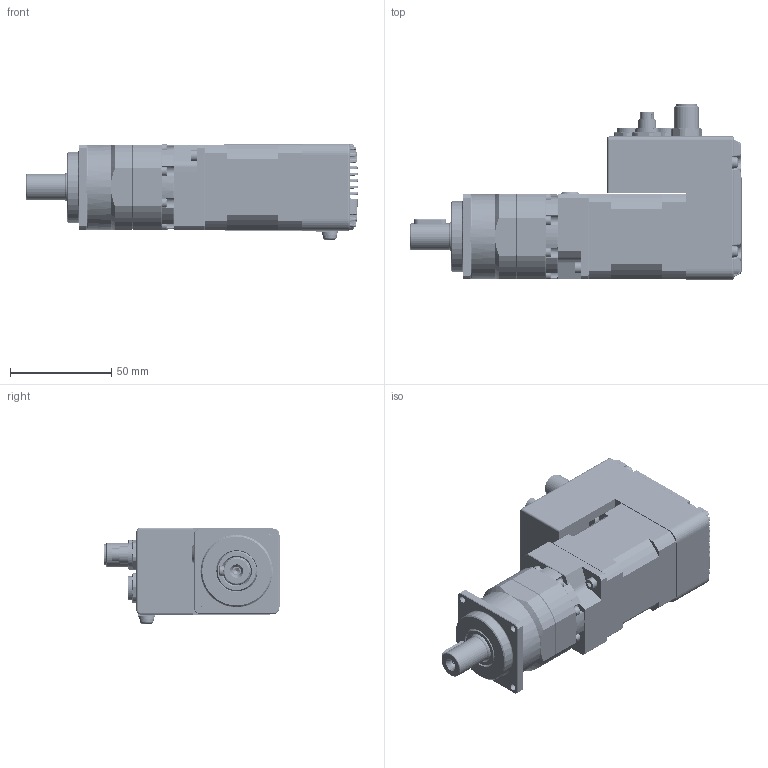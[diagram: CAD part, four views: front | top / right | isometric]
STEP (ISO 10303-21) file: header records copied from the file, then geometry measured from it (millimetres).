
FILE_DESCRIPTION (( 'STEP AP203' ), '1' );
FILE_NAME ('P11F-MO-042-03-R01.STEP', '2020-04-22T01:38:57', ( '' ), ( '' ), 'SwSTEP 2.0', 'SolidWorks 2018', '' );
FILE_SCHEMA (( 'CONFIG_CONTROL_DESIGN' ));
Length unit declared in the file: millimetre
Products named in the file (34): pan cross head_ks_KS 1023 PC- M4 x 6-N; pan cross head_ks_KS 1023 PC- M3 x 25-N; 20PS-JMCS-G-1B-TF(N); KMG; 86_1031_1100_00012-1; 目池磐-家南-4P(傈盔)_荐 (09-0411-30-04)-2; 42EC-PCB2-01; SH-7050TA; _SH-700-Without knob (Minus slot); P11F-MO-042-03-R01; M119-EC-042-03-R00; spring lock washer_ks_KS 1324 - M3; ST42 1ST_ル遽; M117-MO-042-03-R01_湀_; 20R-JMCS-G-B-TF(NSA); 目池磐-家南-4P(傈盔)_荐 (09-0411-30-04)-1; M11D-EC-042-01-R01; M119-EC-042-01-R00; 42陝 衛お; 877601016; 42EC-PCB4-03; pan cross head_ks_KS 1023 PC- M3 x 20-N; 09-0408-30-03(鱔褐)-2; socket head cap screw_ks_KS 1003 - M3 x 8 x 8-N; 42EC-PCB3-01; 42EC-PCB5-03; 09-0408-30-03(鱔褐)-1; 86_1031_1100_00012-2; sams; _SH-7050A_body; small circular plain washer_jis_JIS B 1256 Small circular 4; spring lock washer_2_jis_JIS B 1251 No.2 4; plain washer small grade a_iso_Washer ISO 7092 - 3; 791091004
Assembly tree (49 placements, depth 3):
  P11F-MO-042-03-R01
    pan cross head_ks_KS 1023 PC- M3 x 20-N  x2
    pan cross head_ks_KS 1023 PC- M3 x 25-N  x2
    42EC-PCB5-03
    M119-EC-042-01-R00
    M119-EC-042-03-R00
    42EC-PCB2-01
    86_1031_1100_00012-1
    86_1031_1100_00012-2
    09-0408-30-03(鱔褐)-1  x2
    09-0408-30-03(鱔褐)-2  x2
    目池磐-家南-4P(傈盔)_荐 (09-0411-30-04)-1
    目池磐-家南-4P(傈盔)_荐 (09-0411-30-04)-2
    42EC-PCB4-03
    20PS-JMCS-G-1B-TF(N)  x2
    20R-JMCS-G-B-TF(NSA)  x2
    42EC-PCB3-01
    791091004  x2
    877601016  x2
    KMG
    M117-MO-042-03-R01_湀_
    M11D-EC-042-01-R01
    plain washer small grade a_iso_Washer ISO 7092 - 3  x4
    spring lock washer_ks_KS 1324 - M3  x4
    SH-7050TA  x2
      _SH-7050A_body
      _SH-700-Without knob (Minus slot)
    ST42 1ST_ル遽
    socket head cap screw_ks_KS 1003 - M3 x 8 x 8-N  x2
    42陝 衛お
    sams
      small circular plain washer_jis_JIS B 1256 Small circular 4
      spring lock washer_2_jis_JIS B 1251 No.2 4
      pan cross head_ks_KS 1023 PC- M4 x 6-N
Bounding box: 164.1 x 87.1 x 47.84 mm (x, y, z)
Volume: 233768.1 mm3; surface area: 102843.1 mm2
Topology: 49 solids, 54 shells, 8516 faces, 23019 edges, 14798 vertices
Faces by surface type: plane 6023, cylinder 1560, cone 412, bspline 403, sphere 62, torus 56
Entity records: 180421 total; most frequent: CARTESIAN_POINT 43222, ORIENTED_EDGE 28660, DIRECTION 26431, EDGE_CURVE 14330, LINE 10275, VECTOR 10275, VERTEX_POINT 9194, AXIS2_PLACEMENT_3D 8078
